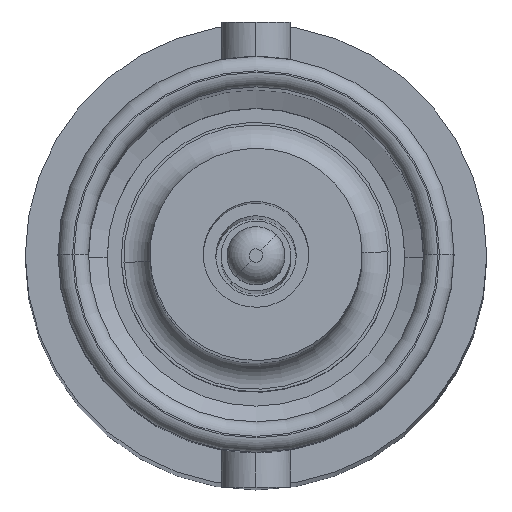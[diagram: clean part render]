
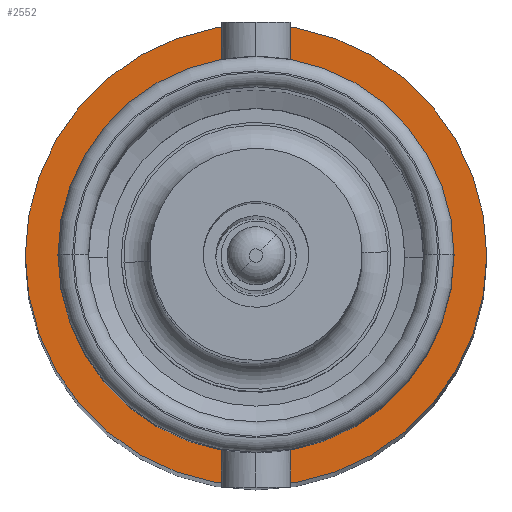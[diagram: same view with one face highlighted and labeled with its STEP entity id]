
A CAD part, top view. The second image highlights one B-rep face of the part: STEP entity #2552.
In plain terms, the highlighted planar face has unit normal (0, 0, 1).
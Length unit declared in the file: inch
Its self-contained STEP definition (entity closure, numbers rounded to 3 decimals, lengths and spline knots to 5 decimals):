
#139 = AXIS2_PLACEMENT_3D ( 'NONE', #2112, #2113, #2114 ) ;
#144 = CIRCLE ( 'NONE', #139, 0.31 ) ;
#289 = CARTESIAN_POINT ( 'NONE',  ( -0.53905, -1.71631, 1.3585 ) ) ;
#294 = CARTESIAN_POINT ( 'NONE',  ( -0.00705, -1.71631, 1.3585 ) ) ;
#455 = DIRECTION ( 'NONE',  ( 1., 0., 0. ) ) ;
#457 = DIRECTION ( 'NONE',  ( 0., 0., 1. ) ) ;
#458 = CARTESIAN_POINT ( 'NONE',  ( -0.27305, -1.71631, 1.3585 ) ) ;
#492 = VERTEX_POINT ( 'NONE', #495 ) ;
#495 = CARTESIAN_POINT ( 'NONE',  ( -0.58305, -1.71631, 1.3585 ) ) ;
#543 = EDGE_CURVE ( 'NONE', #492, #1496, #1031, .T. ) ;
#576 = AXIS2_PLACEMENT_3D ( 'NONE', #1246, #1247, #1248 ) ;
#619 = CIRCLE ( 'NONE', #576, 0.266 ) ;
#932 = CIRCLE ( 'NONE', #961, 0.266 ) ;
#961 = AXIS2_PLACEMENT_3D ( 'NONE', #1981, #1982, #1983 ) ;
#992 = AXIS2_PLACEMENT_3D ( 'NONE', #458, #457, #455 ) ;
#1031 = CIRCLE ( 'NONE', #992, 0.31 ) ;
#1153 = EDGE_LOOP ( 'NONE', ( #1814, #1819 ) ) ;
#1178 = CARTESIAN_POINT ( 'NONE',  ( 0.03695, -1.71631, 1.3585 ) ) ;
#1246 = CARTESIAN_POINT ( 'NONE',  ( -0.27305, -1.71631, 1.3585 ) ) ;
#1247 = DIRECTION ( 'NONE',  ( 0., 0., 1. ) ) ;
#1248 = DIRECTION ( 'NONE',  ( 1., 0., 0. ) ) ;
#1496 = VERTEX_POINT ( 'NONE', #1178 ) ;
#1524 = VERTEX_POINT ( 'NONE', #294 ) ;
#1528 = VERTEX_POINT ( 'NONE', #289 ) ;
#1536 = AXIS2_PLACEMENT_3D ( 'NONE', #2382, #2390, #2391 ) ;
#1547 = EDGE_CURVE ( 'NONE', #1524, #1528, #932, .T. ) ;
#1579 = EDGE_CURVE ( 'NONE', #1496, #492, #144, .T. ) ;
#1662 = EDGE_LOOP ( 'NONE', ( #1747, #1763 ) ) ;
#1747 = ORIENTED_EDGE ( 'NONE', *, *, #543, .T. ) ;
#1763 = ORIENTED_EDGE ( 'NONE', *, *, #1579, .T. ) ;
#1814 = ORIENTED_EDGE ( 'NONE', *, *, #1547, .F. ) ;
#1819 = ORIENTED_EDGE ( 'NONE', *, *, #2293, .F. ) ;
#1981 = CARTESIAN_POINT ( 'NONE',  ( -0.27305, -1.71631, 1.3585 ) ) ;
#1982 = DIRECTION ( 'NONE',  ( 0., 0., 1. ) ) ;
#1983 = DIRECTION ( 'NONE',  ( 1., 0., 0. ) ) ;
#2112 = CARTESIAN_POINT ( 'NONE',  ( -0.27305, -1.71631, 1.3585 ) ) ;
#2113 = DIRECTION ( 'NONE',  ( 0., 0., 1. ) ) ;
#2114 = DIRECTION ( 'NONE',  ( 1., 0., 0. ) ) ;
#2293 = EDGE_CURVE ( 'NONE', #1528, #1524, #619, .T. ) ;
#2382 = CARTESIAN_POINT ( 'NONE',  ( -0.27305, -1.71631, 1.3585 ) ) ;
#2386 = FACE_BOUND ( 'NONE', #1153, .T. ) ;
#2387 = FACE_OUTER_BOUND ( 'NONE', #1662, .T. ) ;
#2388 = PLANE ( 'NONE',  #1536 ) ;
#2390 = DIRECTION ( 'NONE',  ( 0., 0., 1. ) ) ;
#2391 = DIRECTION ( 'NONE',  ( 1., 0., 0. ) ) ;
#2552 = ADVANCED_FACE ( 'NONE', ( #2386, #2387 ), #2388, .T. ) ;
